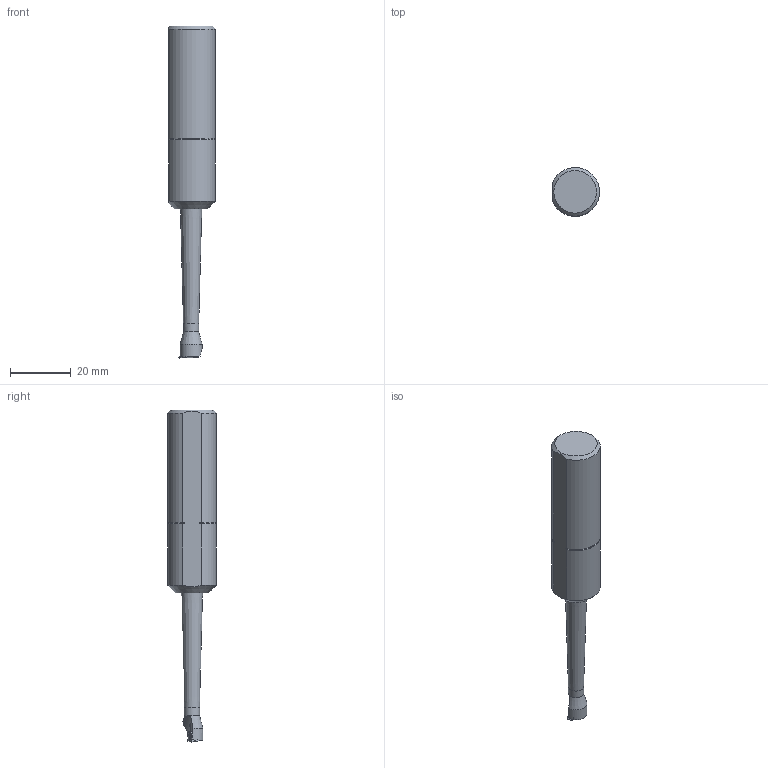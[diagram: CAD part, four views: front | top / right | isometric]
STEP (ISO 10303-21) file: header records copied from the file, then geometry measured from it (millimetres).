
FILE_DESCRIPTION(/* description */ (''),/* implementation_level */ '2;1');
FILE_NAME(/* name */ '1558091372243.stp',/* time_stamp */ '2019-05-17T13:09:37+02:00',/* author */ (''),/* organization */ ('SMS'),/* preprocessor_version */ 'ST-DEVELOPER v15',/* originating_system */ 'SIEMENS PLM Software NX 8.5',/* authorisation */ '');
FILE_SCHEMA (('AUTOMOTIVE_DESIGN { 1 0 10303 214 3 1 1 1 }'));
Length unit declared in the file: millimetre
Products named in the file (4): IsoTurningInsert; 202264733mod000_00; ASSEMBLY_CONSTRUCTION; 111168561mod000_01
Assembly tree (3 placements, depth 2):
  111168561mod000_01
    ASSEMBLY_CONSTRUCTION
    202264733mod000_00
    IsoTurningInsert
Bounding box: 15.4 x 15.98 x 109 mm (x, y, z)
Volume: 13066.9 mm3; surface area: 4302.7 mm2
Topology: 2 solids, 2 shells, 38 faces, 96 edges, 67 vertices
Faces by surface type: plane 17, cone 9, cylinder 7, torus 5
Full cylindrical faces by diameter (mm): 2.2 x2, 5 x1
Entity records: 1288 total; most frequent: CARTESIAN_POINT 303, DIRECTION 192, ORIENTED_EDGE 144, AXIS2_PLACEMENT_3D 80, EDGE_CURVE 72, EDGE_LOOP 55, VERTEX_POINT 53, ADVANCED_FACE 38
